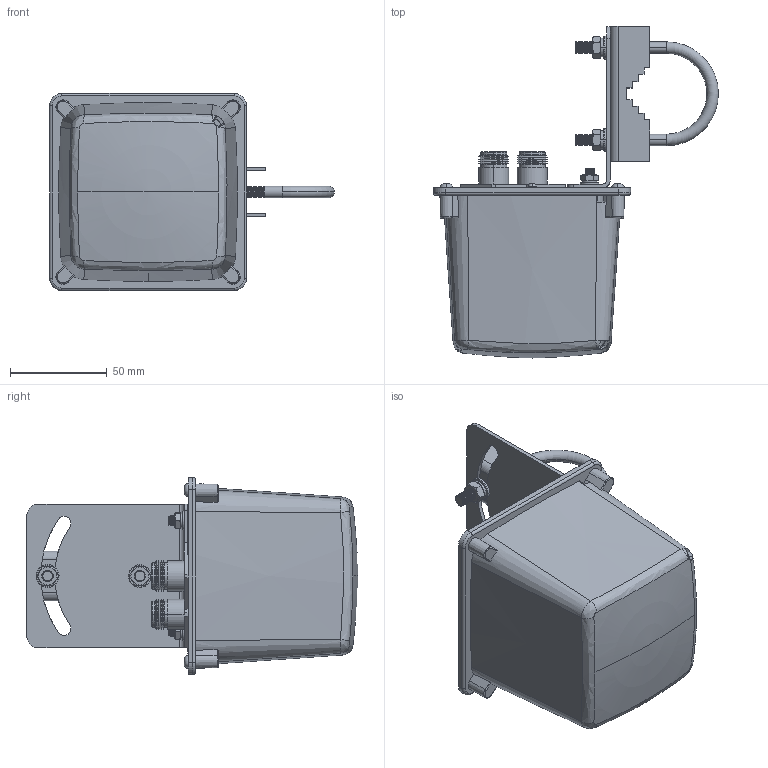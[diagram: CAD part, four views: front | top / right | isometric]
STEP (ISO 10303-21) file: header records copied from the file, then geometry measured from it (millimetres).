
FILE_DESCRIPTION (( 'STEP AP203' ), '1' );
FILE_NAME ('HG2410DP.STEP', '2011-04-27T20:03:50', ( 'x' ), ( 'Microsoft' ), 'SwSTEP 2.0', 'SolidWorks 2010', '' );
FILE_SCHEMA (( 'CONFIG_CONTROL_DESIGN' ));
Length unit declared in the file: inch
Products named in the file (1): HG2410DP
Bounding box: 146.88 x 171.16 x 101.6 mm (x, y, z)
Volume: 114314.9 mm3; surface area: 118035 mm2
Topology: 3 solids, 3 shells, 1143 faces, 2680 edges, 1590 vertices
Faces by surface type: cone 568, plane 397, cylinder 115, torus 46, bspline 17
Entity records: 37397 total; most frequent: CARTESIAN_POINT 11093, DIRECTION 5655, ORIENTED_EDGE 5344, EDGE_CURVE 2672, AXIS2_PLACEMENT_3D 2078, VERTEX_POINT 1590, LINE 1499, VECTOR 1499
